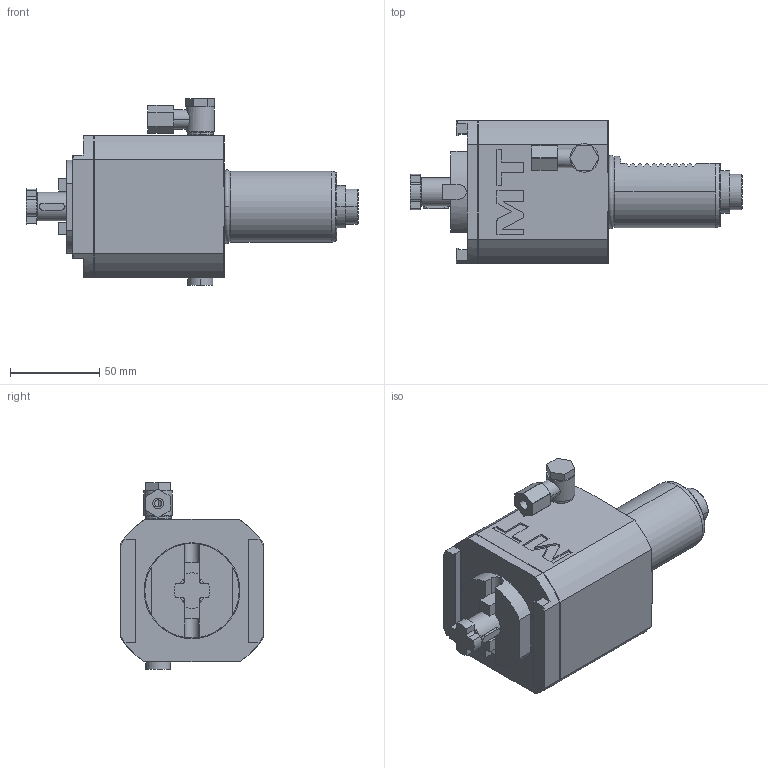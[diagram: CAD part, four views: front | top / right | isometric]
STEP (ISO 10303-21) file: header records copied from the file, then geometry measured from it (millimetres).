
FILE_DESCRIPTION((''),'2;1');
FILE_NAME('SAU02404216_CONF','2024-01-12T15:57:27',('gvalli'),('M.T. srl'),'CREO PARAMETRIC BY PTC INC, 2021072','CREO PARAMETRIC BY PTC INC, 2021072','');
FILE_SCHEMA(('CONFIG_CONTROL_DESIGN'));
Length unit declared in the file: millimetre
Products named in the file (1): SAU02404216_CONF
Bounding box: 186.3 x 80 x 104.5 mm (x, y, z)
Volume: 592697.6 mm3; surface area: 60790.7 mm2
Topology: 1 solids, 1 shells, 292 faces, 767 edges, 498 vertices
Faces by surface type: plane 187, cylinder 77, cone 17, torus 7, extrusion 4
Entity records: 9676 total; most frequent: CARTESIAN_POINT 2445, ORIENTED_EDGE 1534, DIRECTION 1443, EDGE_CURVE 767, VERTEX_POINT 498, AXIS2_PLACEMENT_3D 481, VECTOR 481, LINE 477
